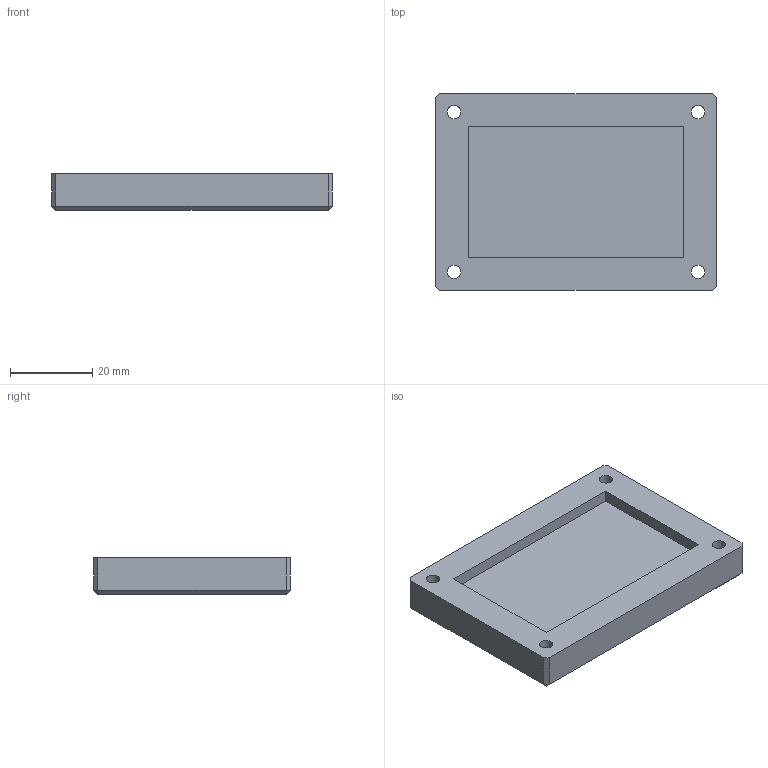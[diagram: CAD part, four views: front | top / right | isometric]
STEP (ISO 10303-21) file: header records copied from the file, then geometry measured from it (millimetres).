
FILE_DESCRIPTION(('FreeCAD Model'),'2;1');
FILE_NAME('Open CASCADE Shape Model','2025-05-18T14:34:43',(''),(''), 'Open CASCADE STEP processor 7.8','FreeCAD','Unknown');
FILE_SCHEMA(('AUTOMOTIVE_DESIGN { 1 0 10303 214 1 1 1 1 }'));
Length unit declared in the file: millimetre
Products named in the file (1): PerfBoard-Base
Bounding box: 68.5 x 48 x 9 mm (x, y, z)
Volume: 23402.2 mm3; surface area: 9559.8 mm2
Topology: 1 solids, 1 shells, 71 faces, 152 edges, 92 vertices
Faces by surface type: plane 63, cylinder 8
Full cylindrical faces by diameter (mm): 3.2 x4, 6 x4
Entity records: 1896 total; most frequent: CARTESIAN_POINT 316, DIRECTION 312, ORIENTED_EDGE 304, EDGE_CURVE 152, LINE 136, VECTOR 136, VERTEX_POINT 92, AXIS2_PLACEMENT_3D 88
